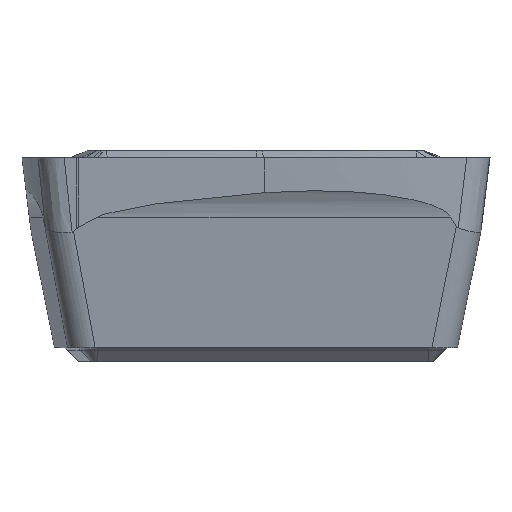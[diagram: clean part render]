
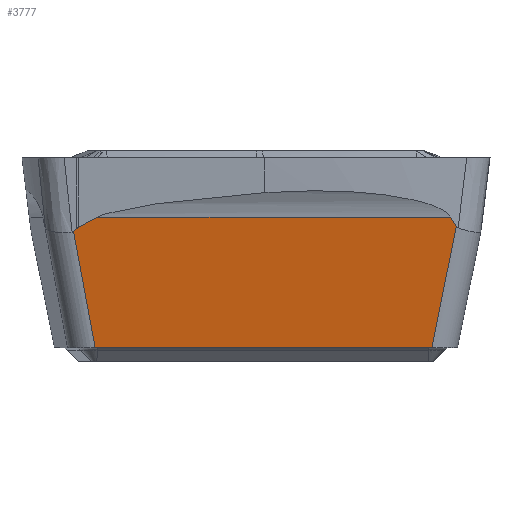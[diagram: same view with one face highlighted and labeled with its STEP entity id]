
A CAD part, front view. The second image highlights one B-rep face of the part: STEP entity #3777.
In plain terms, the highlighted planar face has unit normal (0.038, -0.981, -0.191).
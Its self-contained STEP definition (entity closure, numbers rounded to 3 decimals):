
#369=DIRECTION('',(0.999,0.038,0.));
#370=VECTOR('',#369,9.935);
#371=CARTESIAN_POINT('',(-4.743,-5.939,-5.6));
#372=LINE('',#371,#370);
#513=DIRECTION('',(-0.18,-0.194,0.964));
#514=VECTOR('',#513,3.547);
#515=CARTESIAN_POINT('',(-4.743,-5.939,-5.6));
#516=LINE('',#515,#514);
#520=DIRECTION('',(0.739,-0.101,0.666));
#521=VECTOR('',#520,0.134);
#522=CARTESIAN_POINT('',(-5.382,-6.629,
-2.179));
#523=LINE('',#522,#521);
#527=DIRECTION('',(0.88,-0.058,0.471));
#528=VECTOR('',#527,0.643);
#529=CARTESIAN_POINT('',(-5.231,-6.648,
-2.053));
#530=LINE('',#529,#528);
#534=CARTESIAN_POINT('',(5.734,-6.286,-1.75));
#535=CARTESIAN_POINT('',(5.753,-6.279,-1.78));
#536=CARTESIAN_POINT('',(5.792,-6.266,-1.84));
#537=CARTESIAN_POINT('',(5.85,-6.246,-1.931));
#538=CARTESIAN_POINT('',(5.887,-6.233,-1.992));
#539=CARTESIAN_POINT('',(5.906,-6.226,-2.022));
#544=DIRECTION('',(-0.194,0.18,-0.964));
#545=VECTOR('',#544,3.711);
#546=CARTESIAN_POINT('',(5.906,-6.226,-2.022));
#547=LINE('',#546,#545);
#1301=CARTESIAN_POINT('',(-5.231,-6.648,
-2.053));
#1302=CARTESIAN_POINT('',(-5.25,-6.647,
-2.063));
#1303=CARTESIAN_POINT('',(-5.267,-6.645,
-2.076));
#1304=CARTESIAN_POINT('',(-5.283,-6.643,
-2.09));
#1360=DIRECTION('',(-0.999,-0.038,0.));
#1361=VECTOR('',#1360,10.407);
#1362=CARTESIAN_POINT('',(5.734,-6.286,
-1.75));
#1363=LINE('',#1362,#1361);
#2779=CARTESIAN_POINT('',(-4.743,-5.939,-5.6));
#2780=CARTESIAN_POINT('',(5.185,-5.558,-5.6));
#2781=VERTEX_POINT('',#2779);
#2782=VERTEX_POINT('',#2780);
#2792=CARTESIAN_POINT('',(-5.382,-6.629,
-2.179));
#2793=VERTEX_POINT('',#2792);
#2794=CARTESIAN_POINT('',(-5.283,-6.643,
-2.09));
#2795=VERTEX_POINT('',#2794);
#2796=VERTEX_POINT('',#1301);
#2797=CARTESIAN_POINT('',(-4.665,-6.685,
-1.75));
#2798=VERTEX_POINT('',#2797);
#2799=CARTESIAN_POINT('',(5.734,-6.286,
-1.75));
#2800=VERTEX_POINT('',#2799);
#2801=VERTEX_POINT('',#539);
#3755=CARTESIAN_POINT('',(0.234,-6.084,-3.875));
#3756=DIRECTION('',(0.038,-0.981,-0.191));
#3757=DIRECTION('',(0.007,-0.191,0.982));
#3758=AXIS2_PLACEMENT_3D('',#3755,#3756,#3757);
#3759=PLANE('',#3758);
#3760=ORIENTED_EDGE('',*,*,#3726,.F.);
#3762=ORIENTED_EDGE('',*,*,#3761,.T.);
#3764=ORIENTED_EDGE('',*,*,#3763,.T.);
#3766=ORIENTED_EDGE('',*,*,#3765,.F.);
#3768=ORIENTED_EDGE('',*,*,#3767,.T.);
#3770=ORIENTED_EDGE('',*,*,#3769,.F.);
#3772=ORIENTED_EDGE('',*,*,#3771,.T.);
#3774=ORIENTED_EDGE('',*,*,#3773,.T.);
#3775=EDGE_LOOP('',(#3760,#3762,#3764,#3766,#3768,#3770,#3772,#3774));
#3776=FACE_OUTER_BOUND('',#3775,.F.);
#540=B_SPLINE_CURVE_WITH_KNOTS('',3,(#534,#535,#536,#537,#538,#539),
.UNSPECIFIED.,.F.,.F.,(4,1,1,4),(0.,0.333,0.667,1.),
.UNSPECIFIED.);
#1305=B_SPLINE_CURVE_WITH_KNOTS('',3,(#1301,#1302,#1303,#1304),.UNSPECIFIED.,
.F.,.F.,(4,4),(0.,1.),.UNSPECIFIED.);
#3726=EDGE_CURVE('',#2781,#2782,#372,.T.);
#3761=EDGE_CURVE('',#2781,#2793,#516,.T.);
#3763=EDGE_CURVE('',#2793,#2795,#523,.T.);
#3765=EDGE_CURVE('',#2796,#2795,#1305,.T.);
#3767=EDGE_CURVE('',#2796,#2798,#530,.T.);
#3769=EDGE_CURVE('',#2800,#2798,#1363,.T.);
#3771=EDGE_CURVE('',#2800,#2801,#540,.T.);
#3773=EDGE_CURVE('',#2801,#2782,#547,.T.);
#3777=ADVANCED_FACE('',(#3776),#3759,.T.);
